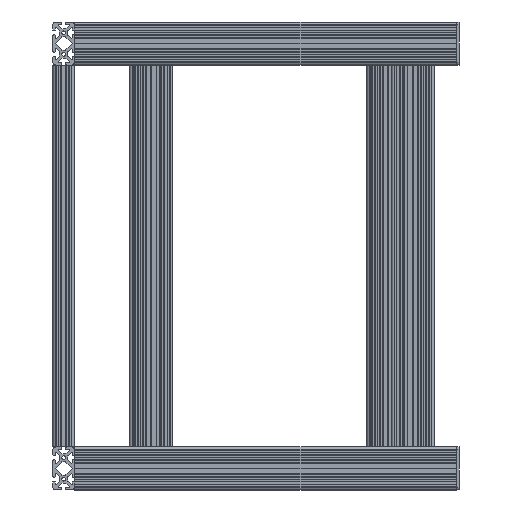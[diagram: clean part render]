
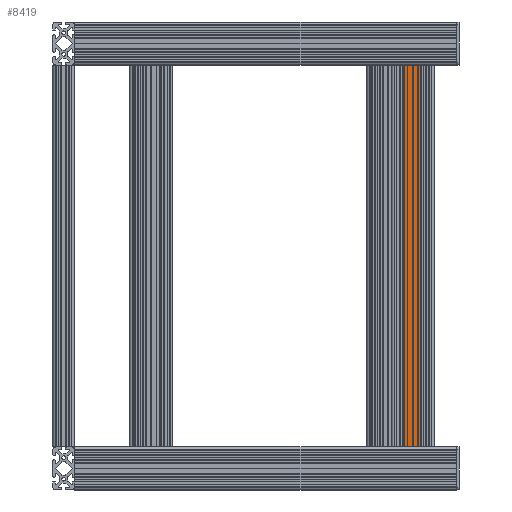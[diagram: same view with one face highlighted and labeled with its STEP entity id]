
A CAD part, left-side view. The second image highlights one B-rep face of the part: STEP entity #8419.
In plain terms, the highlighted face is planar.
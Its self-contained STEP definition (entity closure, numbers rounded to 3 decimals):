
#79 = VERTEX_POINT ( 'NONE', #10317 ) ;
#415 = VERTEX_POINT ( 'NONE', #11668 ) ;
#442 = ORIENTED_EDGE ( 'NONE', *, *, #9491, .T. ) ;
#555 = CARTESIAN_POINT ( 'NONE',  ( 25.1, 710., 0. ) ) ;
#1090 = ORIENTED_EDGE ( 'NONE', *, *, #12864, .T. ) ;
#1279 = CARTESIAN_POINT ( 'NONE',  ( 5., 710., 0. ) ) ;
#1452 = AXIS2_PLACEMENT_3D ( 'NONE', #1279, #12581, #2365 ) ;
#2190 = ORIENTED_EDGE ( 'NONE', *, *, #4944, .T. ) ;
#2365 = DIRECTION ( 'NONE',  ( -1., 0., 0. ) ) ;
#2426 = CARTESIAN_POINT ( 'NONE',  ( 54.9, 0., 0. ) ) ;
#3420 = DIRECTION ( 'NONE',  ( 0., 1., 0. ) ) ;
#3481 = VECTOR ( 'NONE', #3420, 1000. ) ;
#4944 = EDGE_CURVE ( 'NONE', #415, #6856, #9216, .T. ) ;
#5240 = DIRECTION ( 'NONE',  ( 1., 0., 0. ) ) ;
#6424 = LINE ( 'NONE', #13086, #13173 ) ;
#6430 = LINE ( 'NONE', #9649, #3481 ) ;
#6856 = VERTEX_POINT ( 'NONE', #12729 ) ;
#8419 = ADVANCED_FACE ( 'NONE', ( #9008 ), #12671, .T. ) ;
#8433 = CARTESIAN_POINT ( 'NONE',  ( 5., 0., 0. ) ) ;
#9008 = FACE_OUTER_BOUND ( 'NONE', #12619, .T. ) ;
#9216 = LINE ( 'NONE', #2426, #12934 ) ;
#9491 = EDGE_CURVE ( 'NONE', #10262, #415, #6424, .T. ) ;
#9649 = CARTESIAN_POINT ( 'NONE',  ( 25.1, 710., 0. ) ) ;
#9656 = DIRECTION ( 'NONE',  ( 0., -1., 0. ) ) ;
#9904 = VECTOR ( 'NONE', #5240, 1000. ) ;
#10262 = VERTEX_POINT ( 'NONE', #555 ) ;
#10317 = CARTESIAN_POINT ( 'NONE',  ( 25.1, 0., 0. ) ) ;
#11668 = CARTESIAN_POINT ( 'NONE',  ( 54.9, 710., 0. ) ) ;
#11722 = EDGE_CURVE ( 'NONE', #79, #6856, #12655, .T. ) ;
#11926 = DIRECTION ( 'NONE',  ( 1., 0., 0. ) ) ;
#12581 = DIRECTION ( 'NONE',  ( 0., 0., -1. ) ) ;
#12619 = EDGE_LOOP ( 'NONE', ( #442, #2190, #13149, #1090 ) ) ;
#12655 = LINE ( 'NONE', #8433, #9904 ) ;
#12671 = PLANE ( 'NONE',  #1452 ) ;
#12729 = CARTESIAN_POINT ( 'NONE',  ( 54.9, 0., 0. ) ) ;
#12864 = EDGE_CURVE ( 'NONE', #79, #10262, #6430, .T. ) ;
#12934 = VECTOR ( 'NONE', #9656, 1000. ) ;
#13086 = CARTESIAN_POINT ( 'NONE',  ( 5., 710., 0. ) ) ;
#13149 = ORIENTED_EDGE ( 'NONE', *, *, #11722, .F. ) ;
#13173 = VECTOR ( 'NONE', #11926, 1000. ) ;
